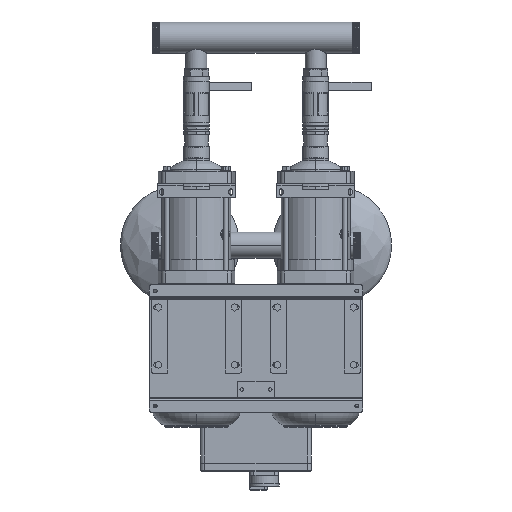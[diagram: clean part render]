
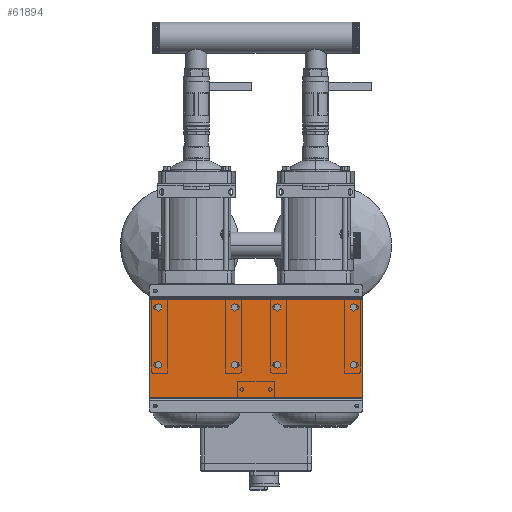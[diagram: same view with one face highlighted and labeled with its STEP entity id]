
A CAD part, front view. The second image highlights one B-rep face of the part: STEP entity #61894.
In plain terms, the highlighted planar face has unit normal (0, -1, 0).
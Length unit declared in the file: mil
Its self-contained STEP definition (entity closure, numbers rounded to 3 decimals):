
#454 = ORIENTED_EDGE ( 'NONE', *, *, #54951, .T. ) ;
#3147 = PLANE ( 'NONE',  #25510 ) ;
#3471 = CARTESIAN_POINT ( 'NONE',  ( 10236.22, 2165.354, 4724.409 ) ) ;
#3946 = DIRECTION ( 'NONE',  ( 0., 1., 0. ) ) ;
#4390 = CARTESIAN_POINT ( 'NONE',  ( -10236.22, 2165.354, -4724.409 ) ) ;
#5622 = LINE ( 'NONE', #4390, #41922 ) ;
#6039 = VECTOR ( 'NONE', #66500, 39370.079 ) ;
#10344 = LINE ( 'NONE', #41181, #6039 ) ;
#11047 = VECTOR ( 'NONE', #35518, 39370.079 ) ;
#11763 = LINE ( 'NONE', #3471, #11047 ) ;
#13951 = ORIENTED_EDGE ( 'NONE', *, *, #73697, .T. ) ;
#17513 = DIRECTION ( 'NONE',  ( 0., 0., -1. ) ) ;
#17550 = CARTESIAN_POINT ( 'NONE',  ( 10236.22, 2165.354, -4724.409 ) ) ;
#19744 = ORIENTED_EDGE ( 'NONE', *, *, #49810, .F. ) ;
#25510 = AXIS2_PLACEMENT_3D ( 'NONE', #48088, #3946, #73452 ) ;
#27977 = CARTESIAN_POINT ( 'NONE',  ( 10236.22, 2165.354, 4724.409 ) ) ;
#31412 = DIRECTION ( 'NONE',  ( 0., 0., -1. ) ) ;
#35518 = DIRECTION ( 'NONE',  ( -1., 0., 0. ) ) ;
#41181 = CARTESIAN_POINT ( 'NONE',  ( 10236.22, 2165.354, -4724.409 ) ) ;
#41448 = VERTEX_POINT ( 'NONE', #17550 ) ;
#41922 = VECTOR ( 'NONE', #31412, 39370.079 ) ;
#48088 = CARTESIAN_POINT ( 'NONE',  ( 10236.22, 2165.354, -4724.409 ) ) ;
#49735 = VECTOR ( 'NONE', #17513, 39370.079 ) ;
#49810 = EDGE_CURVE ( 'NONE', #41448, #52591, #10344, .T. ) ;
#52014 = CARTESIAN_POINT ( 'NONE',  ( -10236.22, 2165.354, -4724.409 ) ) ;
#52591 = VERTEX_POINT ( 'NONE', #52014 ) ;
#54951 = EDGE_CURVE ( 'NONE', #63506, #52591, #5622, .T. ) ;
#57773 = EDGE_LOOP ( 'NONE', ( #454, #19744, #64520, #13951 ) ) ;
#59815 = CARTESIAN_POINT ( 'NONE',  ( -10236.22, 2165.354, 4724.409 ) ) ;
#60749 = CARTESIAN_POINT ( 'NONE',  ( 10236.22, 2165.354, 4724.409 ) ) ;
#61894 = ADVANCED_FACE ( 'NONE', ( #80094 ), #3147, .F. ) ;
#63506 = VERTEX_POINT ( 'NONE', #59815 ) ;
#64520 = ORIENTED_EDGE ( 'NONE', *, *, #75050, .F. ) ;
#66500 = DIRECTION ( 'NONE',  ( -1., 0., 0. ) ) ;
#73452 = DIRECTION ( 'NONE',  ( 1., 0., 0. ) ) ;
#73690 = LINE ( 'NONE', #60749, #49735 ) ;
#73697 = EDGE_CURVE ( 'NONE', #80159, #63506, #11763, .T. ) ;
#75050 = EDGE_CURVE ( 'NONE', #80159, #41448, #73690, .T. ) ;
#80094 = FACE_OUTER_BOUND ( 'NONE', #57773, .T. ) ;
#80159 = VERTEX_POINT ( 'NONE', #27977 ) ;
